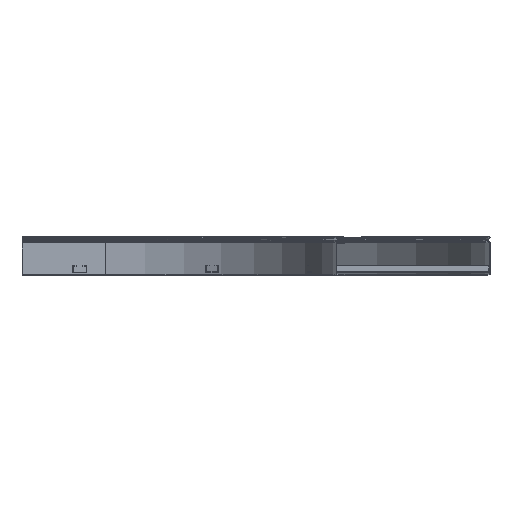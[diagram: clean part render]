
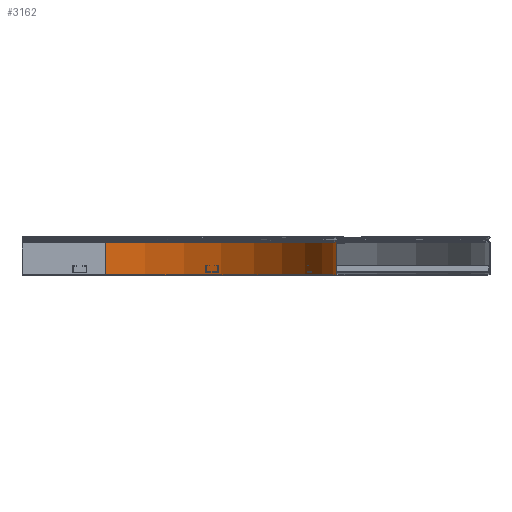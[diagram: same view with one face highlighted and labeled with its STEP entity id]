
A CAD part, top view. The second image highlights one B-rep face of the part: STEP entity #3162.
In plain terms, the highlighted cylindrical face has radius 600 mm (diameter 1200 mm), a partial arc.
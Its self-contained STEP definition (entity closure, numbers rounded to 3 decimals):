
#65 = CARTESIAN_POINT ( 'NONE',  ( 0., 0., 0. ) ) ;
#97 = DIRECTION ( 'NONE',  ( 0., 0., 1. ) ) ;
#558 = DIRECTION ( 'NONE',  ( 0., 1., 0. ) ) ;
#639 = DIRECTION ( 'NONE',  ( 0., 1., 0. ) ) ;
#762 = ORIENTED_EDGE ( 'NONE', *, *, #6449, .T. ) ;
#836 = DIRECTION ( 'NONE',  ( 1., 0., 0. ) ) ;
#896 = CARTESIAN_POINT ( 'NONE',  ( 0., 0., 0. ) ) ;
#967 = VECTOR ( 'NONE', #4858, 1000. ) ;
#1137 = AXIS2_PLACEMENT_3D ( 'NONE', #896, #6708, #836 ) ;
#1256 = CARTESIAN_POINT ( 'NONE',  ( 0., 84.499, 0. ) ) ;
#1877 = AXIS2_PLACEMENT_3D ( 'NONE', #65, #639, #97 ) ;
#2311 = ORIENTED_EDGE ( 'NONE', *, *, #5835, .T. ) ;
#2725 = VECTOR ( 'NONE', #2994, 1000. ) ;
#2780 = ORIENTED_EDGE ( 'NONE', *, *, #4878, .T. ) ;
#2994 = DIRECTION ( 'NONE',  ( 0., 1., 0. ) ) ;
#3162 = ADVANCED_FACE ( 'NONE', ( #5039 ), #4125, .F. ) ;
#3205 = VERTEX_POINT ( 'NONE', #6600 ) ;
#3565 = CARTESIAN_POINT ( 'NONE',  ( 600., 84.499, 0. ) ) ;
#3865 = CIRCLE ( 'NONE', #6760, 600. ) ;
#3886 = DIRECTION ( 'NONE',  ( 1., 0., 0. ) ) ;
#4125 = CYLINDRICAL_SURFACE ( 'NONE', #1877, 600. ) ;
#4215 = ORIENTED_EDGE ( 'NONE', *, *, #5336, .F. ) ;
#4678 = VERTEX_POINT ( 'NONE', #3565 ) ;
#4828 = CARTESIAN_POINT ( 'NONE',  ( 600., 2.2, 0. ) ) ;
#4858 = DIRECTION ( 'NONE',  ( 0., 1., 0. ) ) ;
#4878 = EDGE_CURVE ( 'NONE', #4678, #6613, #3865, .T. ) ;
#4992 = CIRCLE ( 'NONE', #1137, 600. ) ;
#5039 = FACE_OUTER_BOUND ( 'NONE', #6967, .T. ) ;
#5336 = EDGE_CURVE ( 'NONE', #7544, #6613, #6121, .T. ) ;
#5574 = CARTESIAN_POINT ( 'NONE',  ( 0., 84.499, -600. ) ) ;
#5835 = EDGE_CURVE ( 'NONE', #7544, #3205, #4992, .T. ) ;
#6121 = LINE ( 'NONE', #8156, #2725 ) ;
#6449 = EDGE_CURVE ( 'NONE', #3205, #4678, #7192, .T. ) ;
#6600 = CARTESIAN_POINT ( 'NONE',  ( 600., 0., 0. ) ) ;
#6613 = VERTEX_POINT ( 'NONE', #5574 ) ;
#6708 = DIRECTION ( 'NONE',  ( 0., -1., 0. ) ) ;
#6760 = AXIS2_PLACEMENT_3D ( 'NONE', #1256, #558, #3886 ) ;
#6967 = EDGE_LOOP ( 'NONE', ( #2780, #4215, #2311, #762 ) ) ;
#7192 = LINE ( 'NONE', #4828, #967 ) ;
#7544 = VERTEX_POINT ( 'NONE', #7899 ) ;
#7899 = CARTESIAN_POINT ( 'NONE',  ( 0., 0., -600. ) ) ;
#8156 = CARTESIAN_POINT ( 'NONE',  ( 0., 2.2, -600. ) ) ;
